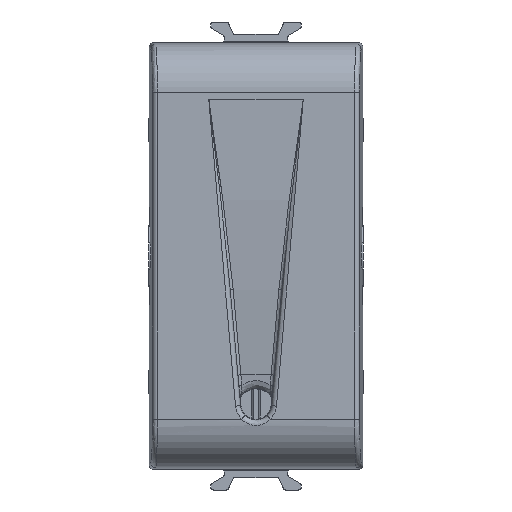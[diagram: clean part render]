
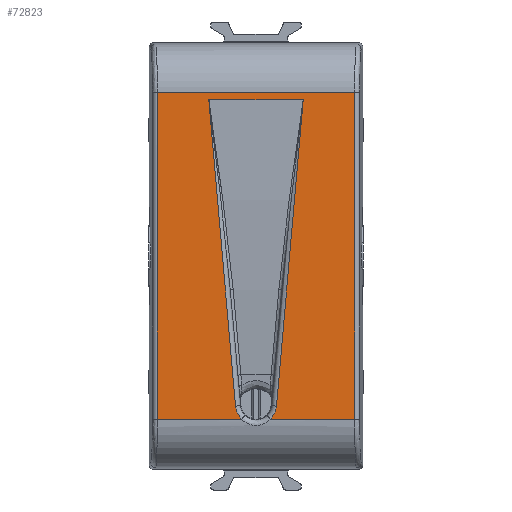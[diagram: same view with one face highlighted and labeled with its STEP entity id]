
A CAD part, top view. The second image highlights one B-rep face of the part: STEP entity #72823.
In plain terms, the highlighted planar face has unit normal (0, 0, 1).
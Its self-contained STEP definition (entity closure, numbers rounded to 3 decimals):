
#72755=AXIS2_PLACEMENT_3D('Plane Axis2P3D',#72752,#72753,#72754) ;
#72775=AXIS2_PLACEMENT_3D('Circle Axis2P3D',#72773,#72774,$) ;
#72801=AXIS2_PLACEMENT_3D('Circle Axis2P3D',#72799,#72800,$) ;
#70545=CARTESIAN_POINT('Vertex',(10.178,16.833,8.14)) ;
#70576=CARTESIAN_POINT('Vertex',(10.178,-16.833,8.14)) ;
#70579=CARTESIAN_POINT('Line Origine',(10.178,0.,8.14)) ;
#72729=CARTESIAN_POINT('Line Origine',(0.,16.833,8.14)) ;
#72733=CARTESIAN_POINT('Vertex',(-10.178,16.833,8.14)) ;
#72752=CARTESIAN_POINT('Axis2P3D Location',(0.,-22.,8.14)) ;
#72757=CARTESIAN_POINT('Line Origine',(0.,16.081,8.14)) ;
#72761=CARTESIAN_POINT('Vertex',(-4.871,16.081,8.14)) ;
#72763=CARTESIAN_POINT('Vertex',(4.871,16.081,8.14)) ;
#72766=CARTESIAN_POINT('Line Origine',(3.49,0.298,8.14)) ;
#72770=CARTESIAN_POINT('Vertex',(2.11,-15.485,8.14)) ;
#72773=CARTESIAN_POINT('Axis2P3D Location',(0.,-15.3,8.14)) ;
#72777=CARTESIAN_POINT('Vertex',(1.461,-16.833,8.14)) ;
#72780=CARTESIAN_POINT('Line Origine',(5.82,-16.833,8.14)) ;
#72785=CARTESIAN_POINT('Line Origine',(-10.178,0.,8.14)) ;
#72789=CARTESIAN_POINT('Vertex',(-10.178,-16.833,8.14)) ;
#72792=CARTESIAN_POINT('Line Origine',(-5.82,-16.833,8.14)) ;
#72796=CARTESIAN_POINT('Vertex',(-1.461,-16.833,8.14)) ;
#72799=CARTESIAN_POINT('Axis2P3D Location',(0.,-15.3,8.14)) ;
#72803=CARTESIAN_POINT('Vertex',(-2.11,-15.485,8.14)) ;
#72806=CARTESIAN_POINT('Line Origine',(-3.49,0.298,8.14)) ;
#70580=DIRECTION('Vector Direction',(0.,1.,0.)) ;
#72730=DIRECTION('Vector Direction',(1.,0.,0.)) ;
#72753=DIRECTION('Axis2P3D Direction',(0.,0.,-1.)) ;
#72754=DIRECTION('Axis2P3D XDirection',(0.,1.,0.)) ;
#72758=DIRECTION('Vector Direction',(1.,0.,0.)) ;
#72767=DIRECTION('Vector Direction',(0.087,0.996,0.)) ;
#72774=DIRECTION('Axis2P3D Direction',(0.,0.,-1.)) ;
#72781=DIRECTION('Vector Direction',(1.,0.,0.)) ;
#72786=DIRECTION('Vector Direction',(0.,1.,0.)) ;
#72793=DIRECTION('Vector Direction',(1.,0.,0.)) ;
#72800=DIRECTION('Axis2P3D Direction',(0.,0.,-1.)) ;
#72807=DIRECTION('Vector Direction',(-0.087,0.996,0.)) ;
#70581=VECTOR('Line Direction',#70580,1.) ;
#72731=VECTOR('Line Direction',#72730,1.) ;
#72759=VECTOR('Line Direction',#72758,1.) ;
#72768=VECTOR('Line Direction',#72767,1.) ;
#72782=VECTOR('Line Direction',#72781,1.) ;
#72787=VECTOR('Line Direction',#72786,1.) ;
#72794=VECTOR('Line Direction',#72793,1.) ;
#72808=VECTOR('Line Direction',#72807,1.) ;
#72812=ORIENTED_EDGE('',*,*,#72765,.T.) ;
#72813=ORIENTED_EDGE('',*,*,#72772,.T.) ;
#72814=ORIENTED_EDGE('',*,*,#72779,.T.) ;
#72815=ORIENTED_EDGE('',*,*,#72784,.T.) ;
#72816=ORIENTED_EDGE('',*,*,#70583,.T.) ;
#72817=ORIENTED_EDGE('',*,*,#72735,.T.) ;
#72818=ORIENTED_EDGE('',*,*,#72791,.T.) ;
#72819=ORIENTED_EDGE('',*,*,#72798,.T.) ;
#72820=ORIENTED_EDGE('',*,*,#72805,.T.) ;
#72821=ORIENTED_EDGE('',*,*,#72810,.T.) ;
#72823=ADVANCED_FACE('PartBody',(#72822),#72756,.F.) ;
#72776=CIRCLE('generated circle',#72775,2.118) ;
#72802=CIRCLE('generated circle',#72801,2.118) ;
#70583=EDGE_CURVE('',#70577,#70546,#70582,.T.) ;
#72735=EDGE_CURVE('',#70546,#72734,#72732,.F.) ;
#72765=EDGE_CURVE('',#72762,#72764,#72760,.T.) ;
#72772=EDGE_CURVE('',#72764,#72771,#72769,.F.) ;
#72779=EDGE_CURVE('',#72771,#72778,#72776,.T.) ;
#72784=EDGE_CURVE('',#72778,#70577,#72783,.T.) ;
#72791=EDGE_CURVE('',#72734,#72790,#72788,.F.) ;
#72798=EDGE_CURVE('',#72790,#72797,#72795,.T.) ;
#72805=EDGE_CURVE('',#72797,#72804,#72802,.T.) ;
#72810=EDGE_CURVE('',#72804,#72762,#72809,.T.) ;
#72811=EDGE_LOOP('',(#72812,#72813,#72814,#72815,#72816,#72817,#72818,#72819,#72820,#72821)) ;
#72822=FACE_OUTER_BOUND('',#72811,.T.) ;
#70582=LINE('Line',#70579,#70581) ;
#72732=LINE('Line',#72729,#72731) ;
#72760=LINE('Line',#72757,#72759) ;
#72769=LINE('Line',#72766,#72768) ;
#72783=LINE('Line',#72780,#72782) ;
#72788=LINE('Line',#72785,#72787) ;
#72795=LINE('Line',#72792,#72794) ;
#72809=LINE('Line',#72806,#72808) ;
#72756=PLANE('',#72755) ;
#70546=VERTEX_POINT('',#70545) ;
#70577=VERTEX_POINT('',#70576) ;
#72734=VERTEX_POINT('',#72733) ;
#72762=VERTEX_POINT('',#72761) ;
#72764=VERTEX_POINT('',#72763) ;
#72771=VERTEX_POINT('',#72770) ;
#72778=VERTEX_POINT('',#72777) ;
#72790=VERTEX_POINT('',#72789) ;
#72797=VERTEX_POINT('',#72796) ;
#72804=VERTEX_POINT('',#72803) ;
